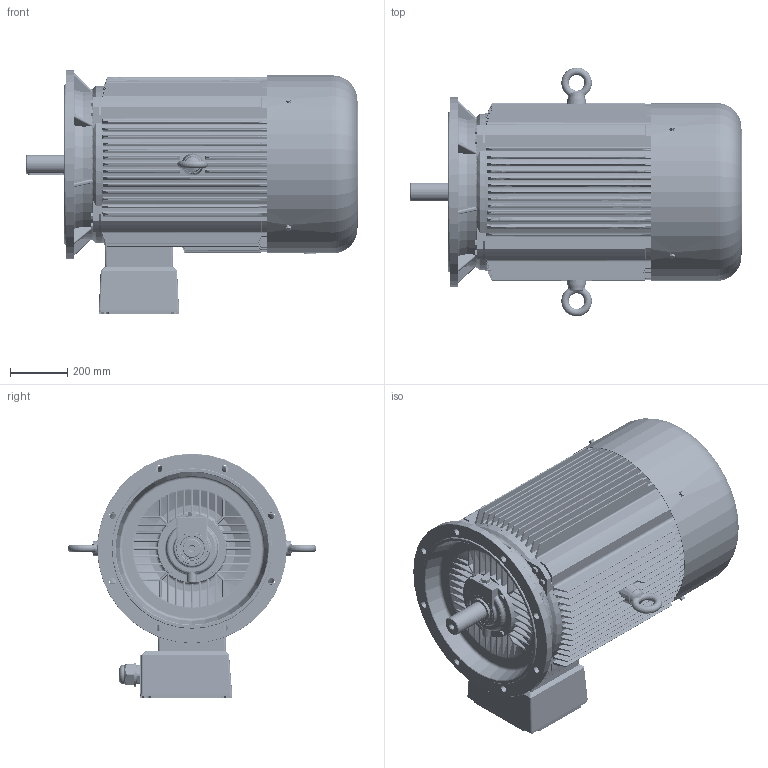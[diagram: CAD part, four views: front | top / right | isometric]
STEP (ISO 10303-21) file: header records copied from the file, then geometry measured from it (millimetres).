
FILE_DESCRIPTION(/* description */ (''),/* implementation_level */ '2;1');
FILE_NAME(/* name */ 'JM3-315S-2-B5.stp',/* time_stamp */ '2016-07-13T09:50:12+08:00',/* author */ (''),/* organization */ (''),/* preprocessor_version */ 'ST-DEVELOPER v15',/* originating_system */ 'SIEMENS PLM Software NX 8.5',/* authorisation */ '');
FILE_SCHEMA (('AUTOMOTIVE_DESIGN { 1 0 10303 214 3 1 1 1 }'));
Products named in the file (1): pc0328F82B878w
Bounding box: 1156 x 866 x 852 mm (x, y, z)
Volume: 55549919.5 mm3; surface area: 10233634.9 mm2
Topology: 69 solids, 69 shells, 11491 faces, 32706 edges, 21502 vertices
Faces by surface type: plane 5138, cylinder 4979, cone 767, torus 366, bspline 227, sphere 14
Full cylindrical faces by diameter (mm): 2 x2, 10 x6, 10.5 x4, 11.5 x1, 20 x5, 30 x2, 43.312 x2, 51.188 x4, 61.031 x12, 63 x4, 64 x1, 64.969 x12, 65 x1, 67.922 x2, 78 x1, 80 x2, 81.5 x2, 83 x2, 83.672 x2, 85 x6, 95 x2, 98 x1, 102 x3, 240 x2, 510.694 x1, 528 x2, 558.578 x1, 616 x1, 620 x1, 660 x1
Entity records: 396516 total; most frequent: CARTESIAN_POINT 92051, ORIENTED_EDGE 64820, DIRECTION 62028, EDGE_CURVE 32410, AXIS2_PLACEMENT_3D 21771, VERTEX_POINT 21402, LINE 18486, VECTOR 18486
